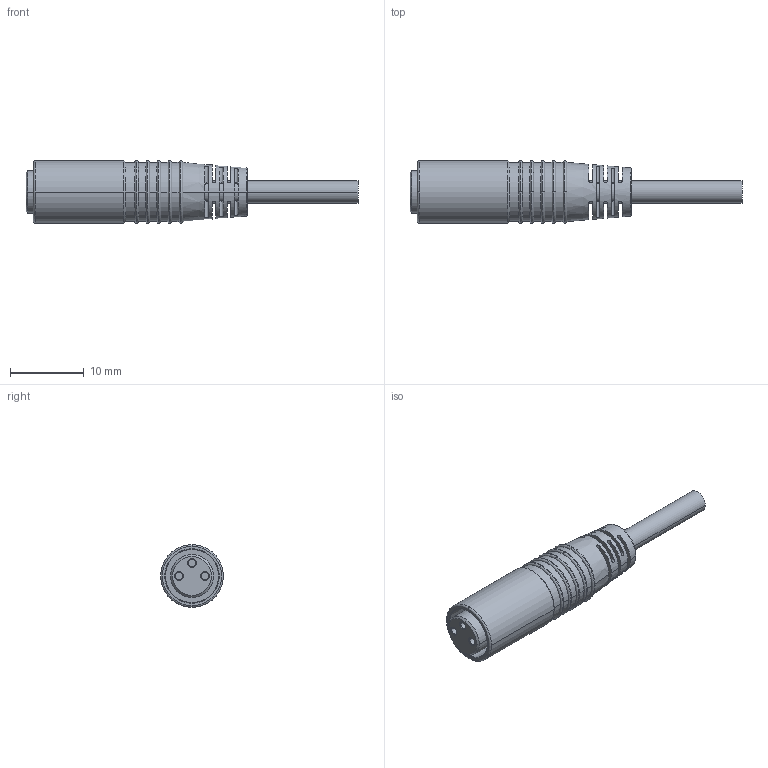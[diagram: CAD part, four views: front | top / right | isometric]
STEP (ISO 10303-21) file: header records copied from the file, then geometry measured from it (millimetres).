
FILE_DESCRIPTION((''),'2;1');
FILE_NAME('79-3410-05-03.stp','2005-03-24T08:28:23',('generator'),(''),'Autodesk Inventor 7','Autodesk Inventor 7','');
FILE_SCHEMA(('AUTOMOTIVE_DESIGN { 1 0 10303 214 1 1 1 1 }'));
Length unit declared in the file: millimetre
Products named in the file (1): 79-3410-05-03
Bounding box: 45 x 8.5 x 8.5 mm (x, y, z)
Volume: 1410.3 mm3; surface area: 1724.9 mm2
Topology: 2 solids, 2 shells, 114 faces, 326 edges, 210 vertices
Faces by surface type: cylinder 36, torus 24, plane 20, bspline 20, cone 14
Entity records: 4660 total; most frequent: CARTESIAN_POINT 1591, DIRECTION 670, ORIENTED_EDGE 652, EDGE_CURVE 326, AXIS2_PLACEMENT_3D 289, VERTEX_POINT 210, CIRCLE 194, EDGE_LOOP 128
